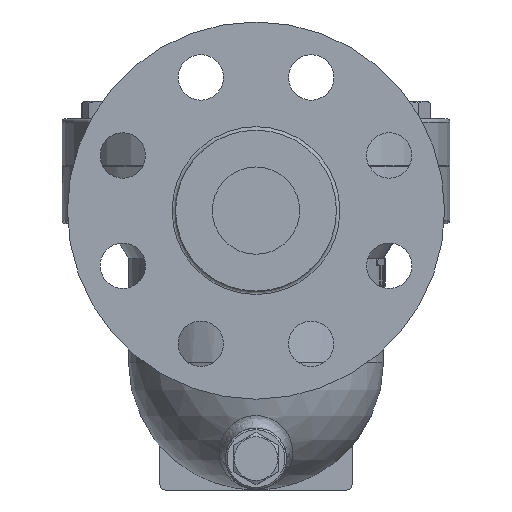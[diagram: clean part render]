
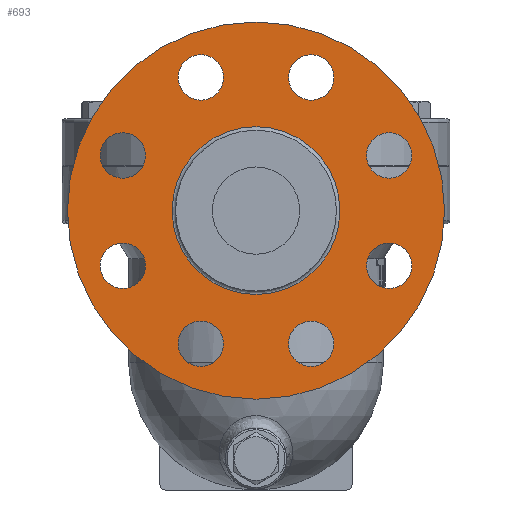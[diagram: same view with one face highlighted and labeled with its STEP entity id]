
A CAD part, left-side view. The second image highlights one B-rep face of the part: STEP entity #693.
In plain terms, the highlighted free-form (B-spline) face has degree [1, 1] with [2, 2] control points.
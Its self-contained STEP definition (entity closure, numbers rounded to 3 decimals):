
#361=CARTESIAN_POINT('',(-186.6,0.0,115.5));
#362=VERTEX_POINT('',#361);
#363=CARTESIAN_POINT('',(-186.6,0.0,7.5));
#364=DIRECTION('',(-1.0,0.0,0.0));
#365=DIRECTION('',(0.0,0.0,1.0));
#366=AXIS2_PLACEMENT_3D('',#363,#364,#365);
#367=CIRCLE('',#366,108.);
#368=EDGE_CURVE('',#362,#362,#367,.T.);
#530=CARTESIAN_POINT('',(-186.6,0.0,55.55));
#531=VERTEX_POINT('',#530);
#532=CARTESIAN_POINT('',(-186.6,0.0,7.5));
#533=DIRECTION('',(-1.0,0.0,0.0));
#534=DIRECTION('',(0.0,0.0,-1.0));
#535=AXIS2_PLACEMENT_3D('',#532,#533,#534);
#536=CIRCLE('',#535,48.05);
#537=EDGE_CURVE('',#531,#531,#536,.T.);
#594=CARTESIAN_POINT('',(-186.6,108.,115.5));
#595=CARTESIAN_POINT('',(-186.6,108.,-100.5));
#596=CARTESIAN_POINT('',(-186.6,-108.,115.5));
#597=CARTESIAN_POINT('',(-186.6,-108.,-100.5));
#598=B_SPLINE_SURFACE_WITH_KNOTS('',1,1,((#594,#596),(#595,#597)),.UNSPECIFIED.,.F.,.F.,.U.,(2,2),(2,2),(0.0,216.),(0.0,216.),.UNSPECIFIED.);
#599=ORIENTED_EDGE('',*,*,#368,.T.);
#600=EDGE_LOOP('',(#599));
#601=FACE_OUTER_BOUND('',#600,.T.);
#602=CARTESIAN_POINT('',(-186.6,31.591,70.766));
#603=VERTEX_POINT('',#602);
#604=CARTESIAN_POINT('',(-186.6,31.591,83.766));
#605=DIRECTION('',(1.0,0.0,0.0));
#606=DIRECTION('',(0.0,0.0,-1.0));
#607=AXIS2_PLACEMENT_3D('',#604,#605,#606);
#608=CIRCLE('',#607,13.0);
#609=EDGE_CURVE('',#603,#603,#608,.T.);
#610=ORIENTED_EDGE('',*,*,#609,.T.);
#611=EDGE_LOOP('',(#610));
#612=FACE_BOUND('',#611,.T.);
#613=CARTESIAN_POINT('',(-186.6,67.074,29.898));
#614=VERTEX_POINT('',#613);
#615=CARTESIAN_POINT('',(-186.6,76.266,39.091));
#616=DIRECTION('',(1.,0.,0.));
#617=DIRECTION('',(0.,-0.707,-0.707));
#618=AXIS2_PLACEMENT_3D('',#615,#616,#617);
#619=CIRCLE('',#618,13.0);
#620=EDGE_CURVE('',#614,#614,#619,.T.);
#621=ORIENTED_EDGE('',*,*,#620,.T.);
#622=EDGE_LOOP('',(#621));
#623=FACE_BOUND('',#622,.T.);
#624=CARTESIAN_POINT('',(-186.6,63.266,-24.091));
#625=VERTEX_POINT('',#624);
#626=CARTESIAN_POINT('',(-186.6,76.266,-24.091));
#627=DIRECTION('',(1.0,0.0,0.0));
#628=DIRECTION('',(0.0,-1.0,0.0));
#629=AXIS2_PLACEMENT_3D('',#626,#627,#628);
#630=CIRCLE('',#629,13.0);
#631=EDGE_CURVE('',#625,#625,#630,.T.);
#632=ORIENTED_EDGE('',*,*,#631,.T.);
#633=EDGE_LOOP('',(#632));
#634=FACE_BOUND('',#633,.T.);
#635=CARTESIAN_POINT('',(-186.6,22.398,-59.574));
#636=VERTEX_POINT('',#635);
#637=CARTESIAN_POINT('',(-186.6,31.591,-68.766));
#638=DIRECTION('',(1.,0.,0.));
#639=DIRECTION('',(0.,-0.707,0.707));
#640=AXIS2_PLACEMENT_3D('',#637,#638,#639);
#641=CIRCLE('',#640,13.0);
#642=EDGE_CURVE('',#636,#636,#641,.T.);
#643=ORIENTED_EDGE('',*,*,#642,.T.);
#644=EDGE_LOOP('',(#643));
#645=FACE_BOUND('',#644,.T.);
#646=CARTESIAN_POINT('',(-186.6,-31.591,-55.766));
#647=VERTEX_POINT('',#646);
#648=CARTESIAN_POINT('',(-186.6,-31.591,-68.766));
#649=DIRECTION('',(1.0,0.0,0.0));
#650=DIRECTION('',(0.0,0.0,1.0));
#651=AXIS2_PLACEMENT_3D('',#648,#649,#650);
#652=CIRCLE('',#651,13.0);
#653=EDGE_CURVE('',#647,#647,#652,.T.);
#654=ORIENTED_EDGE('',*,*,#653,.T.);
#655=EDGE_LOOP('',(#654));
#656=FACE_BOUND('',#655,.T.);
#657=CARTESIAN_POINT('',(-186.6,-67.074,-14.898));
#658=VERTEX_POINT('',#657);
#659=CARTESIAN_POINT('',(-186.6,-76.266,-24.091));
#660=DIRECTION('',(1.0,0.,0.));
#661=DIRECTION('',(0.,0.707,0.707));
#662=AXIS2_PLACEMENT_3D('',#659,#660,#661);
#663=CIRCLE('',#662,13.0);
#664=EDGE_CURVE('',#658,#658,#663,.T.);
#665=ORIENTED_EDGE('',*,*,#664,.T.);
#666=EDGE_LOOP('',(#665));
#667=FACE_BOUND('',#666,.T.);
#668=CARTESIAN_POINT('',(-186.6,-63.266,39.091));
#669=VERTEX_POINT('',#668);
#670=CARTESIAN_POINT('',(-186.6,-76.266,39.091));
#671=DIRECTION('',(1.0,0.0,0.0));
#672=DIRECTION('',(0.0,1.0,0.0));
#673=AXIS2_PLACEMENT_3D('',#670,#671,#672);
#674=CIRCLE('',#673,13.0);
#675=EDGE_CURVE('',#669,#669,#674,.T.);
#676=ORIENTED_EDGE('',*,*,#675,.T.);
#677=EDGE_LOOP('',(#676));
#678=FACE_BOUND('',#677,.T.);
#679=CARTESIAN_POINT('',(-186.6,-22.398,74.574));
#680=VERTEX_POINT('',#679);
#681=CARTESIAN_POINT('',(-186.6,-31.591,83.766));
#682=DIRECTION('',(1.0,0.,0.));
#683=DIRECTION('',(0.,0.707,-0.707));
#684=AXIS2_PLACEMENT_3D('',#681,#682,#683);
#685=CIRCLE('',#684,13.0);
#686=EDGE_CURVE('',#680,#680,#685,.T.);
#687=ORIENTED_EDGE('',*,*,#686,.T.);
#688=EDGE_LOOP('',(#687));
#689=FACE_BOUND('',#688,.T.);
#690=ORIENTED_EDGE('',*,*,#537,.F.);
#691=EDGE_LOOP('',(#690));
#692=FACE_BOUND('',#691,.T.);
#693=ADVANCED_FACE('',(#601,#612,#623,#634,#645,#656,#667,#678,#689,#692),#598,.T.);
